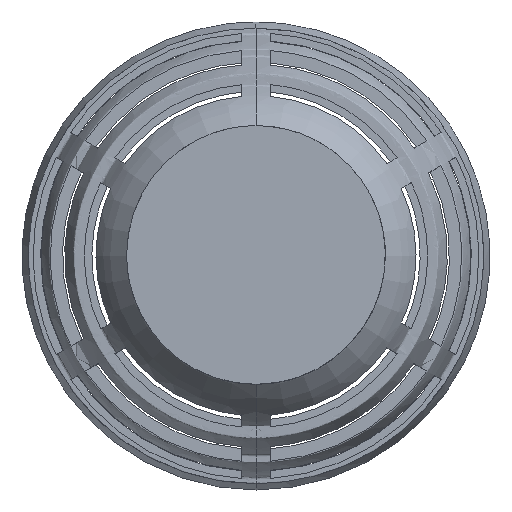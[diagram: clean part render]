
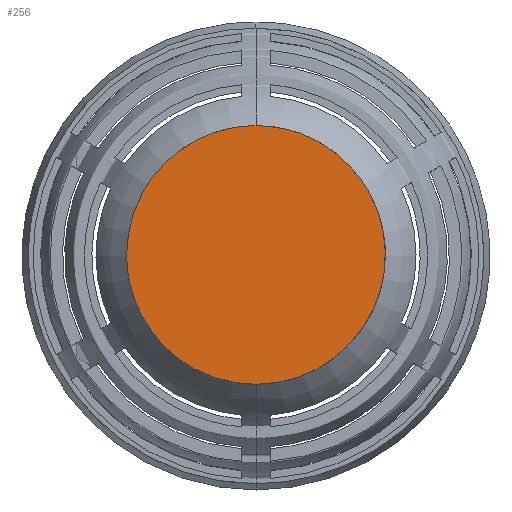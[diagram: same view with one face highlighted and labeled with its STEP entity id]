
A CAD part, top view. The second image highlights one B-rep face of the part: STEP entity #256.
In plain terms, the highlighted planar face has unit normal (0, 0, 1).
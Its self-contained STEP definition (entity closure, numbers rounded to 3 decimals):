
#256=ADVANCED_FACE('',(#369),#1909,.T.);
#369=FACE_OUTER_BOUND('',#521,.T.);
#521=EDGE_LOOP('',(#1112,#1113,#1114));
#1112=ORIENTED_EDGE('',*,*,#1414,.F.);
#1113=ORIENTED_EDGE('',*,*,#1410,.T.);
#1114=ORIENTED_EDGE('',*,*,#1415,.F.);
#1410=EDGE_CURVE('',#1822,#1824,#1625,.T.);
#1414=EDGE_CURVE('',#1822,#1823,#1629,.T.);
#1415=EDGE_CURVE('',#1823,#1824,#1630,.T.);
#1625=(
BOUNDED_CURVE()
B_SPLINE_CURVE(3,(#6330,#6331,#6332,#6333),.UNSPECIFIED.,.F.,.F.)
B_SPLINE_CURVE_WITH_KNOTS((4,4),(-4.712,-1.571),
 .UNSPECIFIED.)
CURVE()
GEOMETRIC_REPRESENTATION_ITEM()
RATIONAL_B_SPLINE_CURVE((1.,0.333,0.333,1.))
REPRESENTATION_ITEM('')
);
#1629=(
BOUNDED_CURVE()
B_SPLINE_CURVE(2,(#6346,#6347,#6348),.UNSPECIFIED.,.F.,.F.)
B_SPLINE_CURVE_WITH_KNOTS((3,3),(4.712,6.283),
 .UNSPECIFIED.)
CURVE()
GEOMETRIC_REPRESENTATION_ITEM()
RATIONAL_B_SPLINE_CURVE((1.,0.707,1.))
REPRESENTATION_ITEM('')
);
#1630=(
BOUNDED_CURVE()
B_SPLINE_CURVE(2,(#6349,#6350,#6351),.UNSPECIFIED.,.F.,.F.)
B_SPLINE_CURVE_WITH_KNOTS((3,3),(0.,1.571),.UNSPECIFIED.)
CURVE()
GEOMETRIC_REPRESENTATION_ITEM()
RATIONAL_B_SPLINE_CURVE((1.,0.707,1.))
REPRESENTATION_ITEM('')
);
#1822=VERTEX_POINT('',#4084);
#1823=VERTEX_POINT('',#4085);
#1824=VERTEX_POINT('',#4086);
#1909=PLANE('',#2110);
#2110=AXIS2_PLACEMENT_3D('',#3901,#2199,$);
#2199=DIRECTION('',(0.,0.,1.));
#3901=CARTESIAN_POINT('',(-114.012,-1375.526,277.086));
#4084=CARTESIAN_POINT('',(0.,-1356.514,277.086));
#4085=CARTESIAN_POINT('',(-95.,-1261.514,277.086));
#4086=CARTESIAN_POINT('',(0.,-1166.514,277.086));
#6330=CARTESIAN_POINT('',(0.,-1356.514,277.086));
#6331=CARTESIAN_POINT('',(190.,-1356.514,277.086));
#6332=CARTESIAN_POINT('',(190.,-1166.514,277.086));
#6333=CARTESIAN_POINT('',(0.,-1166.514,277.086));
#6346=CARTESIAN_POINT('',(0.,-1356.514,277.086));
#6347=CARTESIAN_POINT('',(-95.,-1356.514,277.086));
#6348=CARTESIAN_POINT('',(-95.,-1261.514,277.086));
#6349=CARTESIAN_POINT('',(-95.,-1261.514,277.086));
#6350=CARTESIAN_POINT('',(-95.,-1166.514,277.086));
#6351=CARTESIAN_POINT('',(0.,-1166.514,277.086));
